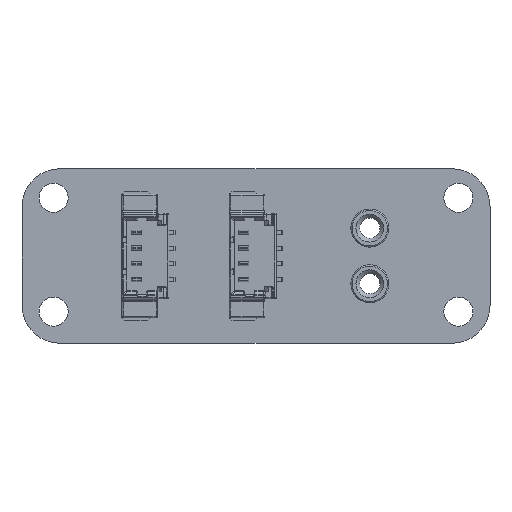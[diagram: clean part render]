
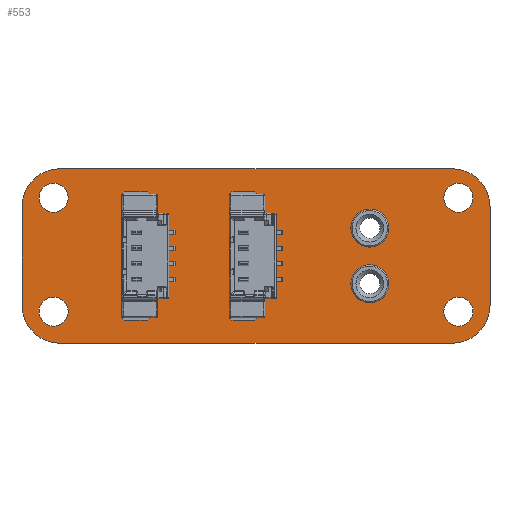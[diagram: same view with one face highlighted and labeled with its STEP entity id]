
A CAD part, top view. The second image highlights one B-rep face of the part: STEP entity #553.
In plain terms, the highlighted planar face has unit normal (0, 0, 1).
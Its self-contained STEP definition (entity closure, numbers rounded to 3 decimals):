
#72 = VERTEX_POINT('',#73);
#73 = CARTESIAN_POINT('',(-18.5,-4.,1.09));
#79 = EDGE_CURVE('',#72,#80,#82,.T.);
#80 = VERTEX_POINT('',#81);
#81 = CARTESIAN_POINT('',(-15.5,-7.,1.09));
#82 = CIRCLE('',#83,3.001);
#83 = AXIS2_PLACEMENT_3D('',#84,#85,#86);
#84 = CARTESIAN_POINT('',(-15.499,-3.999,1.09));
#85 = DIRECTION('',(0.,0.,1.));
#86 = DIRECTION('',(-1.,0.,0.));
#112 = EDGE_CURVE('',#80,#113,#115,.T.);
#113 = VERTEX_POINT('',#114);
#114 = CARTESIAN_POINT('',(15.5,-7.,1.09));
#115 = LINE('',#116,#117);
#116 = CARTESIAN_POINT('',(-15.5,-7.,1.09));
#117 = VECTOR('',#118,1.);
#118 = DIRECTION('',(1.,0.,0.));
#143 = EDGE_CURVE('',#113,#144,#146,.T.);
#144 = VERTEX_POINT('',#145);
#145 = CARTESIAN_POINT('',(18.5,-4.,1.09));
#146 = CIRCLE('',#147,3.001);
#147 = AXIS2_PLACEMENT_3D('',#148,#149,#150);
#148 = CARTESIAN_POINT('',(15.499,-3.999,1.09));
#149 = DIRECTION('',(0.,0.,1.));
#150 = DIRECTION('',(0.,-1.,0.));
#176 = EDGE_CURVE('',#144,#177,#179,.T.);
#177 = VERTEX_POINT('',#178);
#178 = CARTESIAN_POINT('',(18.5,3.8,1.09));
#179 = LINE('',#180,#181);
#180 = CARTESIAN_POINT('',(18.5,-4.,1.09));
#181 = VECTOR('',#182,1.);
#182 = DIRECTION('',(0.,1.,0.));
#207 = EDGE_CURVE('',#177,#208,#210,.T.);
#208 = VERTEX_POINT('',#209);
#209 = CARTESIAN_POINT('',(15.5,6.8,1.09));
#210 = CIRCLE('',#211,3.001);
#211 = AXIS2_PLACEMENT_3D('',#212,#213,#214);
#212 = CARTESIAN_POINT('',(15.499,3.799,1.09));
#213 = DIRECTION('',(0.,0.,1.));
#214 = DIRECTION('',(1.,0.,-0.));
#240 = EDGE_CURVE('',#208,#241,#243,.T.);
#241 = VERTEX_POINT('',#242);
#242 = CARTESIAN_POINT('',(-15.5,6.8,1.09));
#243 = LINE('',#244,#245);
#244 = CARTESIAN_POINT('',(15.5,6.8,1.09));
#245 = VECTOR('',#246,1.);
#246 = DIRECTION('',(-1.,0.,0.));
#271 = EDGE_CURVE('',#241,#272,#274,.T.);
#272 = VERTEX_POINT('',#273);
#273 = CARTESIAN_POINT('',(-18.5,3.8,1.09));
#274 = CIRCLE('',#275,3.001);
#275 = AXIS2_PLACEMENT_3D('',#276,#277,#278);
#276 = CARTESIAN_POINT('',(-15.499,3.799,1.09));
#277 = DIRECTION('',(0.,0.,1.));
#278 = DIRECTION('',(0.,1.,0.));
#304 = EDGE_CURVE('',#272,#72,#305,.T.);
#305 = LINE('',#306,#307);
#306 = CARTESIAN_POINT('',(-18.5,3.8,1.09));
#307 = VECTOR('',#308,1.);
#308 = DIRECTION('',(0.,-1.,0.));
#328 = VERTEX_POINT('',#329);
#329 = CARTESIAN_POINT('',(-14.85,-4.5,1.09));
#335 = EDGE_CURVE('',#328,#328,#336,.T.);
#336 = CIRCLE('',#337,1.15);
#337 = AXIS2_PLACEMENT_3D('',#338,#339,#340);
#338 = CARTESIAN_POINT('',(-16.,-4.5,1.09));
#339 = DIRECTION('',(0.,0.,1.));
#340 = DIRECTION('',(1.,0.,-0.));
#361 = VERTEX_POINT('',#362);
#362 = CARTESIAN_POINT('',(-14.85,4.5,1.09));
#368 = EDGE_CURVE('',#361,#361,#369,.T.);
#369 = CIRCLE('',#370,1.15);
#370 = AXIS2_PLACEMENT_3D('',#371,#372,#373);
#371 = CARTESIAN_POINT('',(-16.,4.5,1.09));
#372 = DIRECTION('',(0.,0.,1.));
#373 = DIRECTION('',(1.,0.,-0.));
#394 = VERTEX_POINT('',#395);
#395 = CARTESIAN_POINT('',(10.05,2.1,1.09));
#401 = EDGE_CURVE('',#394,#394,#402,.T.);
#402 = CIRCLE('',#403,1.05);
#403 = AXIS2_PLACEMENT_3D('',#404,#405,#406);
#404 = CARTESIAN_POINT('',(9.,2.1,1.09));
#405 = DIRECTION('',(0.,0.,1.));
#406 = DIRECTION('',(1.,0.,-0.));
#427 = VERTEX_POINT('',#428);
#428 = CARTESIAN_POINT('',(17.15,-4.5,1.09));
#434 = EDGE_CURVE('',#427,#427,#435,.T.);
#435 = CIRCLE('',#436,1.15);
#436 = AXIS2_PLACEMENT_3D('',#437,#438,#439);
#437 = CARTESIAN_POINT('',(16.,-4.5,1.09));
#438 = DIRECTION('',(0.,0.,1.));
#439 = DIRECTION('',(1.,0.,-0.));
#460 = VERTEX_POINT('',#461);
#461 = CARTESIAN_POINT('',(10.05,-2.25,1.09));
#467 = EDGE_CURVE('',#460,#460,#468,.T.);
#468 = CIRCLE('',#469,1.05);
#469 = AXIS2_PLACEMENT_3D('',#470,#471,#472);
#470 = CARTESIAN_POINT('',(9.,-2.25,1.09));
#471 = DIRECTION('',(0.,0.,1.));
#472 = DIRECTION('',(1.,0.,-0.));
#493 = VERTEX_POINT('',#494);
#494 = CARTESIAN_POINT('',(17.15,4.5,1.09));
#500 = EDGE_CURVE('',#493,#493,#501,.T.);
#501 = CIRCLE('',#502,1.15);
#502 = AXIS2_PLACEMENT_3D('',#503,#504,#505);
#503 = CARTESIAN_POINT('',(16.,4.5,1.09));
#504 = DIRECTION('',(0.,0.,1.));
#505 = DIRECTION('',(1.,0.,-0.));
#553 = ADVANCED_FACE('',(#554,#564,#567,#570,#573,#576,#579),#582,.T.);
#554 = FACE_BOUND('',#555,.T.);
#555 = EDGE_LOOP('',(#556,#557,#558,#559,#560,#561,#562,#563));
#556 = ORIENTED_EDGE('',*,*,#79,.T.);
#557 = ORIENTED_EDGE('',*,*,#112,.T.);
#558 = ORIENTED_EDGE('',*,*,#143,.T.);
#559 = ORIENTED_EDGE('',*,*,#176,.T.);
#560 = ORIENTED_EDGE('',*,*,#207,.T.);
#561 = ORIENTED_EDGE('',*,*,#240,.T.);
#562 = ORIENTED_EDGE('',*,*,#271,.T.);
#563 = ORIENTED_EDGE('',*,*,#304,.T.);
#564 = FACE_BOUND('',#565,.T.);
#565 = EDGE_LOOP('',(#566));
#566 = ORIENTED_EDGE('',*,*,#335,.F.);
#567 = FACE_BOUND('',#568,.T.);
#568 = EDGE_LOOP('',(#569));
#569 = ORIENTED_EDGE('',*,*,#368,.F.);
#570 = FACE_BOUND('',#571,.T.);
#571 = EDGE_LOOP('',(#572));
#572 = ORIENTED_EDGE('',*,*,#401,.F.);
#573 = FACE_BOUND('',#574,.T.);
#574 = EDGE_LOOP('',(#575));
#575 = ORIENTED_EDGE('',*,*,#434,.F.);
#576 = FACE_BOUND('',#577,.T.);
#577 = EDGE_LOOP('',(#578));
#578 = ORIENTED_EDGE('',*,*,#467,.F.);
#579 = FACE_BOUND('',#580,.T.);
#580 = EDGE_LOOP('',(#581));
#581 = ORIENTED_EDGE('',*,*,#500,.F.);
#582 = PLANE('',#583);
#583 = AXIS2_PLACEMENT_3D('',#584,#585,#586);
#584 = CARTESIAN_POINT('',(0.,-0.1,
    1.09));
#585 = DIRECTION('',(0.,0.,1.));
#586 = DIRECTION('',(1.,0.,-0.));
